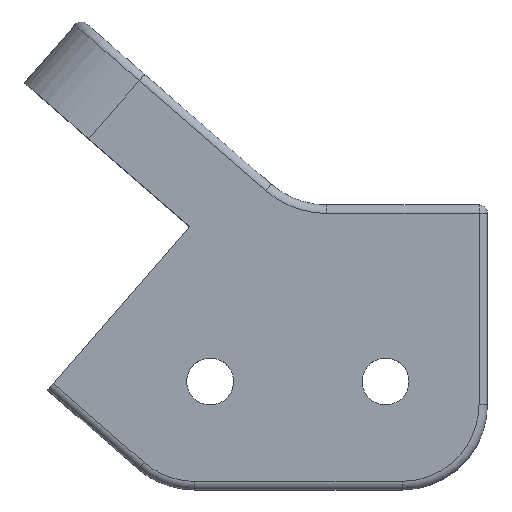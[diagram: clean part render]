
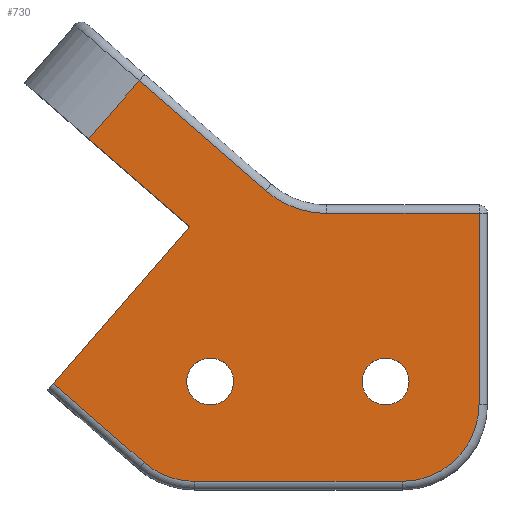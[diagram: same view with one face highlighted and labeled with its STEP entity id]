
A CAD part, top view. The second image highlights one B-rep face of the part: STEP entity #730.
In plain terms, the highlighted planar face has unit normal (0, 0, 1).
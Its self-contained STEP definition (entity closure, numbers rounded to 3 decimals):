
#23=FACE_BOUND('',#138,.T.);
#24=FACE_BOUND('',#139,.T.);
#45=PLANE('',#845);
#87=FACE_OUTER_BOUND('',#137,.T.);
#137=EDGE_LOOP('',(#655,#656,#657,#658,#659,#660,#661,#662,#663,#664,#665));
#138=EDGE_LOOP('',(#666));
#139=EDGE_LOOP('',(#667));
#160=LINE('',#1174,#213);
#161=LINE('',#1182,#214);
#164=LINE('',#1192,#217);
#165=LINE('',#1203,#218);
#167=LINE('',#1212,#220);
#179=LINE('',#1245,#232);
#184=LINE('',#1262,#237);
#190=LINE('',#1284,#243);
#213=VECTOR('',#940,10.);
#214=VECTOR('',#951,10.);
#217=VECTOR('',#960,10.);
#218=VECTOR('',#973,10.);
#220=VECTOR('',#985,10.);
#232=VECTOR('',#1023,10.);
#237=VECTOR('',#1042,10.);
#243=VECTOR('',#1072,10.);
#271=CIRCLE('',#793,11.);
#275=CIRCLE('',#800,9.);
#279=CIRCLE('',#806,9.);
#294=CIRCLE('',#842,2.75);
#295=CIRCLE('',#844,2.752);
#313=VERTEX_POINT('',#1125);
#324=VERTEX_POINT('',#1164);
#326=VERTEX_POINT('',#1170);
#328=VERTEX_POINT('',#1176);
#330=VERTEX_POINT('',#1185);
#333=VERTEX_POINT('',#1190);
#335=VERTEX_POINT('',#1195);
#337=VERTEX_POINT('',#1201);
#339=VERTEX_POINT('',#1207);
#347=VERTEX_POINT('',#1244);
#352=VERTEX_POINT('',#1260);
#357=VERTEX_POINT('',#1286);
#358=VERTEX_POINT('',#1290);
#402=EDGE_CURVE('',#324,#326,#160,.T.);
#405=EDGE_CURVE('',#326,#328,#271,.T.);
#406=EDGE_CURVE('',#328,#313,#161,.T.);
#411=EDGE_CURVE('',#333,#330,#164,.T.);
#413=EDGE_CURVE('',#335,#333,#275,.T.);
#416=EDGE_CURVE('',#337,#335,#165,.T.);
#419=EDGE_CURVE('',#339,#337,#279,.T.);
#421=EDGE_CURVE('',#313,#339,#167,.T.);
#438=EDGE_CURVE('',#347,#330,#179,.T.);
#447=EDGE_CURVE('',#352,#324,#184,.T.);
#457=EDGE_CURVE('',#352,#347,#190,.T.);
#458=EDGE_CURVE('',#357,#357,#294,.T.);
#460=EDGE_CURVE('',#358,#358,#295,.T.);
#655=ORIENTED_EDGE('',*,*,#402,.F.);
#656=ORIENTED_EDGE('',*,*,#447,.F.);
#657=ORIENTED_EDGE('',*,*,#457,.T.);
#658=ORIENTED_EDGE('',*,*,#438,.T.);
#659=ORIENTED_EDGE('',*,*,#411,.F.);
#660=ORIENTED_EDGE('',*,*,#413,.F.);
#661=ORIENTED_EDGE('',*,*,#416,.F.);
#662=ORIENTED_EDGE('',*,*,#419,.F.);
#663=ORIENTED_EDGE('',*,*,#421,.F.);
#664=ORIENTED_EDGE('',*,*,#406,.F.);
#665=ORIENTED_EDGE('',*,*,#405,.F.);
#666=ORIENTED_EDGE('',*,*,#460,.T.);
#667=ORIENTED_EDGE('',*,*,#458,.T.);
#730=ADVANCED_FACE('',(#87,#23,#24),#45,.T.);
#793=AXIS2_PLACEMENT_3D('',#1180,#947,#948);
#800=AXIS2_PLACEMENT_3D('',#1197,#965,#966);
#806=AXIS2_PLACEMENT_3D('',#1209,#979,#980);
#842=AXIS2_PLACEMENT_3D('',#1287,#1075,#1076);
#844=AXIS2_PLACEMENT_3D('',#1291,#1080,#1081);
#845=AXIS2_PLACEMENT_3D('',#1293,#1083,#1084);
#940=DIRECTION('',(0.755,-0.656,0.));
#947=DIRECTION('center_axis',(0.,0.,1.));
#948=DIRECTION('ref_axis',(-0.35,-0.937,0.));
#951=DIRECTION('',(1.,0.,0.));
#960=DIRECTION('',(-0.755,0.656,0.));
#965=DIRECTION('center_axis',(0.,0.,-1.));
#966=DIRECTION('ref_axis',(-0.35,-0.937,0.));
#973=DIRECTION('',(-1.,0.,0.));
#979=DIRECTION('center_axis',(0.,0.,-1.));
#980=DIRECTION('ref_axis',(0.707,-0.707,0.));
#985=DIRECTION('',(0.,-1.,0.));
#1023=DIRECTION('',(-0.656,-0.755,0.));
#1042=DIRECTION('',(0.656,0.755,0.));
#1072=DIRECTION('',(0.755,-0.656,0.));
#1075=DIRECTION('center_axis',(0.,0.,-1.));
#1076=DIRECTION('ref_axis',(-1.,0.,0.));
#1080=DIRECTION('center_axis',(0.,0.,-1.));
#1081=DIRECTION('ref_axis',(-1.,0.,0.));
#1083=DIRECTION('center_axis',(0.,0.,1.));
#1084=DIRECTION('ref_axis',(1.,0.,0.));
#1125=CARTESIAN_POINT('',(-1.,32.4,10.));
#1164=CARTESIAN_POINT('',(-40.842,47.964,10.));
#1170=CARTESIAN_POINT('',(-26.042,35.098,10.));
#1174=CARTESIAN_POINT('',(-29.679,38.26,10.));
#1176=CARTESIAN_POINT('',(-18.825,32.4,10.));
#1180=CARTESIAN_POINT('Origin',(-18.825,43.4,10.));
#1182=CARTESIAN_POINT('',(-20.807,32.4,10.));
#1185=CARTESIAN_POINT('',(-50.908,12.459,10.));
#1190=CARTESIAN_POINT('',(-40.266,3.208,10.));
#1192=CARTESIAN_POINT('',(-35.163,-1.228,10.));
#1195=CARTESIAN_POINT('',(-34.361,1.,10.));
#1197=CARTESIAN_POINT('Origin',(-34.361,10.,10.));
#1201=CARTESIAN_POINT('',(-10.,1.,10.));
#1203=CARTESIAN_POINT('',(-28.575,1.,10.));
#1207=CARTESIAN_POINT('',(-1.,10.,10.));
#1209=CARTESIAN_POINT('Origin',(-10.,10.,10.));
#1212=CARTESIAN_POINT('',(-1.,6.35,10.));
#1244=CARTESIAN_POINT('',(-34.9,30.874,10.));
#1245=CARTESIAN_POINT('',(-34.9,30.874,10.));
#1260=CARTESIAN_POINT('',(-46.746,41.171,10.));
#1262=CARTESIAN_POINT('',(-47.834,39.919,10.));
#1284=CARTESIAN_POINT('',(-54.293,47.732,10.));
#1286=CARTESIAN_POINT('',(-9.206,12.7,10.));
#1287=CARTESIAN_POINT('Origin',(-11.956,12.7,10.));
#1290=CARTESIAN_POINT('',(-29.765,12.7,10.));
#1291=CARTESIAN_POINT('Origin',(-32.517,12.7,10.));
#1293=CARTESIAN_POINT('Origin',(-19.05,12.7,10.));
